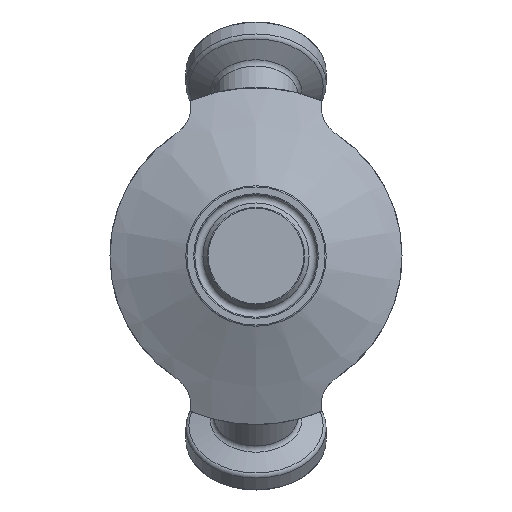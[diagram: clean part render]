
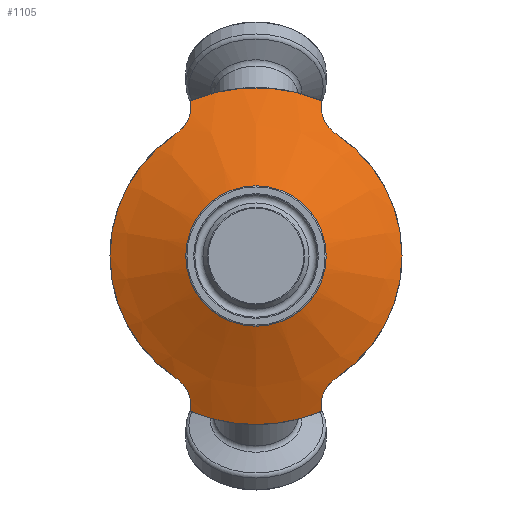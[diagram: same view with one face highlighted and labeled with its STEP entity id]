
A CAD part, front view. The second image highlights one B-rep face of the part: STEP entity #1105.
In plain terms, the highlighted conical face has half-angle 65.136 degrees and reference radius 20.04 mm.
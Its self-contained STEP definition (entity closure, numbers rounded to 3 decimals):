
#35=B_SPLINE_CURVE_WITH_KNOTS('',3,(#1875,#1876,#1877,#1878,#1879,#1880,
#1881,#1882,#1883,#1884),.UNSPECIFIED.,.F.,.F.,(4,2,2,2,4),(0.835,
1.031,1.227,1.448,1.516),
 .UNSPECIFIED.);
#36=B_SPLINE_CURVE_WITH_KNOTS('',3,(#1902,#1903,#1904,#1905,#1906,#1907,
#1908,#1909,#1910,#1911),.UNSPECIFIED.,.F.,.F.,(4,2,2,2,4),(0.153,
0.221,0.442,0.638,0.835),
 .UNSPECIFIED.);
#37=B_SPLINE_CURVE_WITH_KNOTS('',3,(#1918,#1919,#1920,#1921,#1922,#1923,
#1924,#1925,#1926,#1927),.UNSPECIFIED.,.F.,.F.,(4,2,2,2,4),(0.835,
1.031,1.227,1.448,1.516),
 .UNSPECIFIED.);
#38=B_SPLINE_CURVE_WITH_KNOTS('',3,(#1936,#1937,#1938,#1939,#1940,#1941,
#1942,#1943,#1944,#1945),.UNSPECIFIED.,.F.,.F.,(4,2,2,2,4),(0.153,
0.221,0.442,0.638,0.835),
 .UNSPECIFIED.);
#90=LINE('',#1967,#136);
#136=VECTOR('',#1499,20.04);
#160=CONICAL_SURFACE('',#1231,20.04,1.137);
#208=FACE_OUTER_BOUND('',#277,.T.);
#277=EDGE_LOOP('',(#799,#800,#801,#802,#803,#804,#805,#806,#807,#808,#809,
#810,#811));
#343=CIRCLE('',#1214,26.);
#344=CIRCLE('',#1225,26.);
#345=CIRCLE('',#1232,30.);
#346=CIRCLE('',#1233,10.08);
#347=CIRCLE('',#1234,10.08);
#348=CIRCLE('',#1235,30.);
#349=CIRCLE('',#1236,30.);
#457=VERTEX_POINT('',#1873);
#458=VERTEX_POINT('',#1874);
#461=VERTEX_POINT('',#1891);
#465=VERTEX_POINT('',#1901);
#467=VERTEX_POINT('',#1916);
#468=VERTEX_POINT('',#1917);
#471=VERTEX_POINT('',#1934);
#472=VERTEX_POINT('',#1935);
#478=VERTEX_POINT('',#1964);
#479=VERTEX_POINT('',#1966);
#480=VERTEX_POINT('',#1968);
#577=EDGE_CURVE('',#457,#458,#35,.T.);
#581=EDGE_CURVE('',#461,#457,#343,.T.);
#586=EDGE_CURVE('',#465,#461,#36,.T.);
#589=EDGE_CURVE('',#467,#468,#37,.T.);
#593=EDGE_CURVE('',#471,#472,#38,.T.);
#597=EDGE_CURVE('',#472,#467,#344,.T.);
#604=EDGE_CURVE('',#478,#458,#345,.T.);
#605=EDGE_CURVE('',#478,#479,#90,.T.);
#606=EDGE_CURVE('',#480,#479,#346,.T.);
#607=EDGE_CURVE('',#479,#480,#347,.T.);
#608=EDGE_CURVE('',#471,#478,#348,.T.);
#609=EDGE_CURVE('',#465,#468,#349,.T.);
#799=ORIENTED_EDGE('',*,*,#586,.T.);
#800=ORIENTED_EDGE('',*,*,#581,.T.);
#801=ORIENTED_EDGE('',*,*,#577,.T.);
#802=ORIENTED_EDGE('',*,*,#604,.F.);
#803=ORIENTED_EDGE('',*,*,#605,.T.);
#804=ORIENTED_EDGE('',*,*,#606,.F.);
#805=ORIENTED_EDGE('',*,*,#607,.F.);
#806=ORIENTED_EDGE('',*,*,#605,.F.);
#807=ORIENTED_EDGE('',*,*,#608,.F.);
#808=ORIENTED_EDGE('',*,*,#593,.T.);
#809=ORIENTED_EDGE('',*,*,#597,.T.);
#810=ORIENTED_EDGE('',*,*,#589,.T.);
#811=ORIENTED_EDGE('',*,*,#609,.F.);
#1105=ADVANCED_FACE('',(#208),#160,.T.);
#1214=AXIS2_PLACEMENT_3D('',#1892,#1453,#1454);
#1225=AXIS2_PLACEMENT_3D('',#1952,#1481,#1482);
#1231=AXIS2_PLACEMENT_3D('',#1963,#1495,#1496);
#1232=AXIS2_PLACEMENT_3D('',#1965,#1497,#1498);
#1233=AXIS2_PLACEMENT_3D('',#1969,#1500,#1501);
#1234=AXIS2_PLACEMENT_3D('',#1970,#1502,#1503);
#1235=AXIS2_PLACEMENT_3D('',#1971,#1504,#1505);
#1236=AXIS2_PLACEMENT_3D('',#1972,#1506,#1507);
#1453=DIRECTION('center_axis',(0.,-1.,0.));
#1454=DIRECTION('ref_axis',(0.549,0.,0.836));
#1481=DIRECTION('center_axis',(0.,-1.,0.));
#1482=DIRECTION('ref_axis',(-0.549,0.,-0.836));
#1495=DIRECTION('center_axis',(0.,1.,0.));
#1496=DIRECTION('ref_axis',(0.,0.,1.));
#1497=DIRECTION('center_axis',(0.,1.,0.));
#1498=DIRECTION('ref_axis',(-1.,0.,0.));
#1499=DIRECTION('',(0.,-0.42,0.907));
#1500=DIRECTION('center_axis',(0.,-1.,0.));
#1501=DIRECTION('ref_axis',(0.,0.,1.));
#1502=DIRECTION('center_axis',(0.,-1.,0.));
#1503=DIRECTION('ref_axis',(0.,0.,1.));
#1504=DIRECTION('center_axis',(0.,1.,0.));
#1505=DIRECTION('ref_axis',(-1.,0.,0.));
#1506=DIRECTION('center_axis',(0.,1.,0.));
#1507=DIRECTION('ref_axis',(-1.,0.,0.));
#1873=CARTESIAN_POINT('',(-14.277,17.146,-21.729));
#1874=CARTESIAN_POINT('',(-11.641,19.,-27.649));
#1875=CARTESIAN_POINT('Ctrl Pts',(-14.277,17.146,-21.729));
#1876=CARTESIAN_POINT('Ctrl Pts',(-13.73,17.146,-22.089));
#1877=CARTESIAN_POINT('Ctrl Pts',(-13.21,17.212,-22.567));
#1878=CARTESIAN_POINT('Ctrl Pts',(-12.379,17.469,-23.66));
#1879=CARTESIAN_POINT('Ctrl Pts',(-12.069,17.659,-24.274));
#1880=CARTESIAN_POINT('Ctrl Pts',(-11.655,18.1,-25.527));
#1881=CARTESIAN_POINT('Ctrl Pts',(-11.547,18.393,-26.264));
#1882=CARTESIAN_POINT('Ctrl Pts',(-11.586,18.803,-27.21));
#1883=CARTESIAN_POINT('Ctrl Pts',(-11.607,18.901,-27.432));
#1884=CARTESIAN_POINT('Ctrl Pts',(-11.641,19.,-27.649));
#1891=CARTESIAN_POINT('',(-14.277,17.146,21.729));
#1892=CARTESIAN_POINT('Origin',(0.,17.146,0.));
#1901=CARTESIAN_POINT('',(-11.641,19.,27.649));
#1902=CARTESIAN_POINT('Ctrl Pts',(-11.641,19.,27.649));
#1903=CARTESIAN_POINT('Ctrl Pts',(-11.607,18.901,27.432));
#1904=CARTESIAN_POINT('Ctrl Pts',(-11.586,18.803,27.21));
#1905=CARTESIAN_POINT('Ctrl Pts',(-11.547,18.393,26.264));
#1906=CARTESIAN_POINT('Ctrl Pts',(-11.655,18.1,25.527));
#1907=CARTESIAN_POINT('Ctrl Pts',(-12.069,17.659,24.274));
#1908=CARTESIAN_POINT('Ctrl Pts',(-12.379,17.469,23.66));
#1909=CARTESIAN_POINT('Ctrl Pts',(-13.21,17.212,22.567));
#1910=CARTESIAN_POINT('Ctrl Pts',(-13.73,17.146,22.089));
#1911=CARTESIAN_POINT('Ctrl Pts',(-14.277,17.146,21.729));
#1916=CARTESIAN_POINT('',(14.277,17.146,21.729));
#1917=CARTESIAN_POINT('',(11.641,19.,27.649));
#1918=CARTESIAN_POINT('Ctrl Pts',(14.277,17.146,21.729));
#1919=CARTESIAN_POINT('Ctrl Pts',(13.73,17.146,22.089));
#1920=CARTESIAN_POINT('Ctrl Pts',(13.21,17.212,22.567));
#1921=CARTESIAN_POINT('Ctrl Pts',(12.379,17.469,23.66));
#1922=CARTESIAN_POINT('Ctrl Pts',(12.069,17.659,24.274));
#1923=CARTESIAN_POINT('Ctrl Pts',(11.655,18.1,25.527));
#1924=CARTESIAN_POINT('Ctrl Pts',(11.547,18.393,26.264));
#1925=CARTESIAN_POINT('Ctrl Pts',(11.586,18.803,27.21));
#1926=CARTESIAN_POINT('Ctrl Pts',(11.607,18.901,27.432));
#1927=CARTESIAN_POINT('Ctrl Pts',(11.641,19.,27.649));
#1934=CARTESIAN_POINT('',(11.641,19.,-27.649));
#1935=CARTESIAN_POINT('',(14.277,17.146,-21.729));
#1936=CARTESIAN_POINT('Ctrl Pts',(11.641,19.,-27.649));
#1937=CARTESIAN_POINT('Ctrl Pts',(11.607,18.901,-27.432));
#1938=CARTESIAN_POINT('Ctrl Pts',(11.586,18.803,-27.21));
#1939=CARTESIAN_POINT('Ctrl Pts',(11.547,18.393,-26.264));
#1940=CARTESIAN_POINT('Ctrl Pts',(11.655,18.1,-25.527));
#1941=CARTESIAN_POINT('Ctrl Pts',(12.069,17.659,-24.274));
#1942=CARTESIAN_POINT('Ctrl Pts',(12.379,17.469,-23.66));
#1943=CARTESIAN_POINT('Ctrl Pts',(13.21,17.212,-22.567));
#1944=CARTESIAN_POINT('Ctrl Pts',(13.73,17.146,-22.089));
#1945=CARTESIAN_POINT('Ctrl Pts',(14.277,17.146,-21.729));
#1952=CARTESIAN_POINT('Origin',(0.,17.146,0.));
#1963=CARTESIAN_POINT('Origin',(0.,14.384,0.));
#1964=CARTESIAN_POINT('',(0.,19.,-30.));
#1965=CARTESIAN_POINT('Origin',(0.,19.,0.));
#1966=CARTESIAN_POINT('',(0.,9.769,-10.08));
#1967=CARTESIAN_POINT('',(0.,14.384,-20.04));
#1968=CARTESIAN_POINT('',(0.,9.769,10.08));
#1969=CARTESIAN_POINT('Origin',(0.,9.769,0.));
#1970=CARTESIAN_POINT('Origin',(0.,9.769,0.));
#1971=CARTESIAN_POINT('Origin',(0.,19.,0.));
#1972=CARTESIAN_POINT('Origin',(0.,19.,0.));
